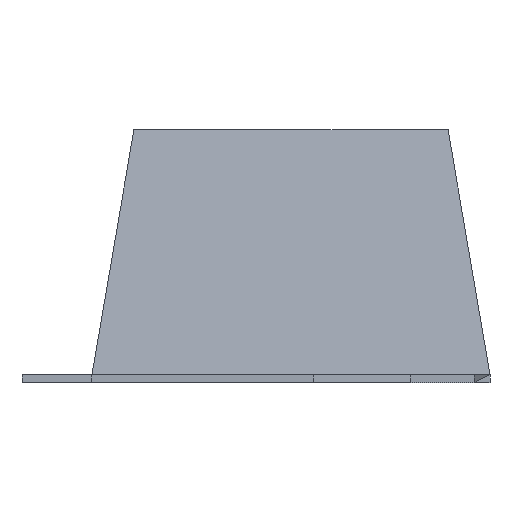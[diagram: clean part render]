
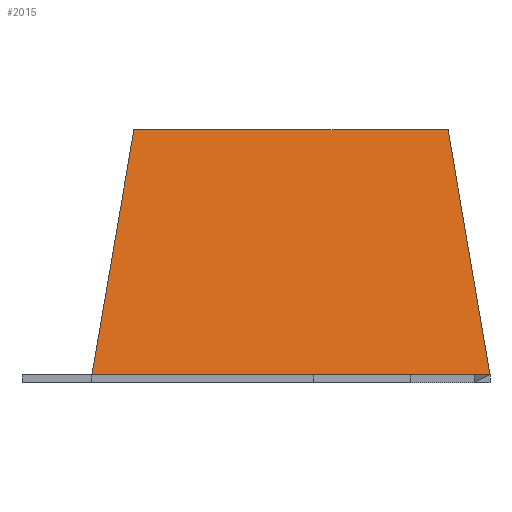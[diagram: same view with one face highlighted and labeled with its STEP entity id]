
A CAD part, left-side view. The second image highlights one B-rep face of the part: STEP entity #2015.
In plain terms, the highlighted planar face has unit normal (-0.986, 0, 0.169).
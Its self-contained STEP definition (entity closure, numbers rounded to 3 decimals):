
#1783=CARTESIAN_POINT('',(-2.026,-1.026,1.651));
#1782=VERTEX_POINT('',#1783);
#1801=CARTESIAN_POINT('',(-2.026,1.026,1.651));
#1800=VERTEX_POINT('',#1801);
#1809=EDGE_CURVE('',#1782,#1800,#1814,.T.);
#1814=LINE('',#1783,#1816);
#1816=VECTOR('',#1817,2.053);
#1817=DIRECTION('',(0.0,1.0,0.0));
#1832=CARTESIAN_POINT('',(-2.3,1.3,0.051));
#1831=VERTEX_POINT('',#1832);
#1850=CARTESIAN_POINT('',(-2.3,-1.3,0.051));
#1849=VERTEX_POINT('',#1850);
#1858=EDGE_CURVE('',#1831,#1849,#1863,.T.);
#1863=LINE('',#1832,#1865);
#1865=VECTOR('',#1866,2.6);
#1866=DIRECTION('',(0.0,-1.0,0.0));
#1907=EDGE_CURVE('',#1849,#1782,#1912,.T.);
#1912=LINE('',#1850,#1914);
#1914=VECTOR('',#1915,1.646);
#1915=DIRECTION('',(0.166,0.166,0.972));
#1985=EDGE_CURVE('',#1800,#1831,#1990,.T.);
#1990=LINE('',#1801,#1992);
#1992=VECTOR('',#1993,1.646);
#1993=DIRECTION('',(-0.166,0.166,-0.972));
#2015=ADVANCED_FACE('',(#2021),#2016,.T.);
#2016=PLANE('',#2017);
#2017=AXIS2_PLACEMENT_3D('',#2018,#2019,#2020);
#2018=CARTESIAN_POINT('',(-2.3,1.3,0.051));
#2019=DIRECTION('',(-0.986,0.0,0.169));
#2020=DIRECTION('',(0.,0.,1.));
#2021=FACE_OUTER_BOUND('',#2022,.T.);
#2022=EDGE_LOOP('',(#2023,#2033,#2043,#2053));
#2023=ORIENTED_EDGE('',*,*,#1858,.T.);
#2033=ORIENTED_EDGE('',*,*,#1907,.T.);
#2043=ORIENTED_EDGE('',*,*,#1809,.T.);
#2053=ORIENTED_EDGE('',*,*,#1985,.T.);
